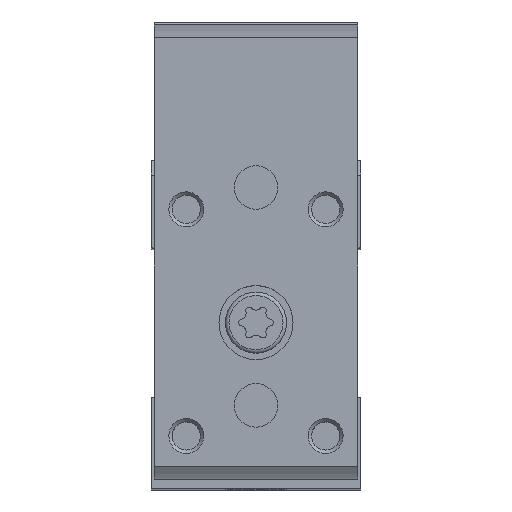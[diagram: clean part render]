
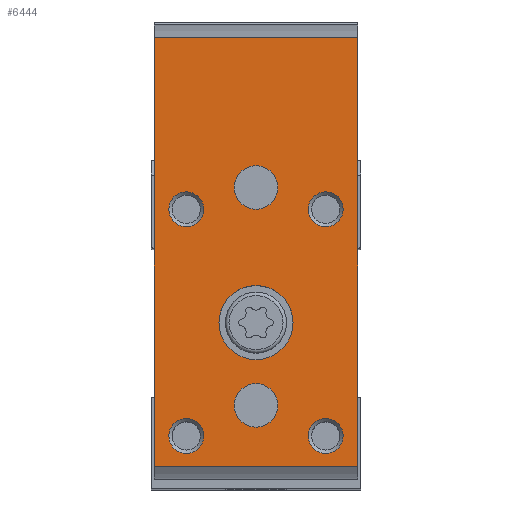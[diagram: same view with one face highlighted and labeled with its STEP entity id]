
A CAD part, top view. The second image highlights one B-rep face of the part: STEP entity #6444.
In plain terms, the highlighted planar face has unit normal (0, 0, 1).
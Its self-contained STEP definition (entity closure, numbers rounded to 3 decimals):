
#208=PLANE('',#8624);
#463=CIRCLE('',#8625,4.25);
#464=CIRCLE('',#8626,2.5);
#465=CIRCLE('',#8627,2.5);
#466=CIRCLE('',#8628,2.);
#467=CIRCLE('',#8629,2.);
#468=CIRCLE('',#8630,2.);
#469=CIRCLE('',#8631,2.);
#1618=ORIENTED_EDGE('',*,*,#2931,.T.);
#1619=ORIENTED_EDGE('',*,*,#2932,.T.);
#1620=ORIENTED_EDGE('',*,*,#2933,.T.);
#1621=ORIENTED_EDGE('',*,*,#2934,.F.);
#1622=ORIENTED_EDGE('',*,*,#2935,.F.);
#1623=ORIENTED_EDGE('',*,*,#2936,.F.);
#1624=ORIENTED_EDGE('',*,*,#2937,.F.);
#1625=ORIENTED_EDGE('',*,*,#2938,.T.);
#1626=ORIENTED_EDGE('',*,*,#2939,.F.);
#1627=ORIENTED_EDGE('',*,*,#2940,.F.);
#1628=ORIENTED_EDGE('',*,*,#2941,.T.);
#2931=EDGE_CURVE('',#3687,#3687,#463,.T.);
#2932=EDGE_CURVE('',#3688,#3688,#464,.T.);
#2933=EDGE_CURVE('',#3689,#3689,#465,.T.);
#2934=EDGE_CURVE('',#3690,#3690,#466,.T.);
#2935=EDGE_CURVE('',#3691,#3691,#467,.T.);
#2936=EDGE_CURVE('',#3692,#3692,#468,.T.);
#2937=EDGE_CURVE('',#3693,#3693,#469,.T.);
#2938=EDGE_CURVE('',#3694,#3695,#4247,.T.);
#2939=EDGE_CURVE('',#3696,#3695,#4248,.T.);
#2940=EDGE_CURVE('',#3697,#3696,#4249,.T.);
#2941=EDGE_CURVE('',#3697,#3694,#4250,.T.);
#3687=VERTEX_POINT('',#12307);
#3688=VERTEX_POINT('',#12309);
#3689=VERTEX_POINT('',#12311);
#3690=VERTEX_POINT('',#12313);
#3691=VERTEX_POINT('',#12315);
#3692=VERTEX_POINT('',#12317);
#3693=VERTEX_POINT('',#12319);
#3694=VERTEX_POINT('',#12321);
#3695=VERTEX_POINT('',#12322);
#3696=VERTEX_POINT('',#12324);
#3697=VERTEX_POINT('',#12326);
#4247=LINE('',#12320,#4678);
#4248=LINE('',#12323,#4679);
#4249=LINE('',#12325,#4680);
#4250=LINE('',#12327,#4681);
#4678=VECTOR('',#10193,1000.);
#4679=VECTOR('',#10194,1000.);
#4680=VECTOR('',#10195,1000.);
#4681=VECTOR('',#10196,1000.);
#5123=EDGE_LOOP('',(#1618));
#5124=EDGE_LOOP('',(#1619));
#5125=EDGE_LOOP('',(#1620));
#5126=EDGE_LOOP('',(#1621));
#5127=EDGE_LOOP('',(#1622));
#5128=EDGE_LOOP('',(#1623));
#5129=EDGE_LOOP('',(#1624));
#5130=EDGE_LOOP('',(#1625,#1626,#1627,#1628));
#5745=FACE_BOUND('',#5123,.T.);
#5746=FACE_BOUND('',#5124,.T.);
#5747=FACE_BOUND('',#5125,.T.);
#5748=FACE_BOUND('',#5126,.T.);
#5749=FACE_BOUND('',#5127,.T.);
#5750=FACE_BOUND('',#5128,.T.);
#5751=FACE_BOUND('',#5129,.T.);
#5752=FACE_BOUND('',#5130,.T.);
#6444=ADVANCED_FACE('',(#5745,#5746,#5747,#5748,#5749,#5750,#5751,#5752),
#208,.F.);
#8624=AXIS2_PLACEMENT_3D('',#12305,#10177,#10178);
#8625=AXIS2_PLACEMENT_3D('',#12306,#10179,#10180);
#8626=AXIS2_PLACEMENT_3D('',#12308,#10181,#10182);
#8627=AXIS2_PLACEMENT_3D('',#12310,#10183,#10184);
#8628=AXIS2_PLACEMENT_3D('',#12312,#10185,#10186);
#8629=AXIS2_PLACEMENT_3D('',#12314,#10187,#10188);
#8630=AXIS2_PLACEMENT_3D('',#12316,#10189,#10190);
#8631=AXIS2_PLACEMENT_3D('',#12318,#10191,#10192);
#10177=DIRECTION('',(0.,0.,-1.));
#10178=DIRECTION('',(-1.,0.,0.));
#10179=DIRECTION('',(0.,0.,-1.));
#10180=DIRECTION('',(-1.,0.,0.));
#10181=DIRECTION('',(0.,0.,-1.));
#10182=DIRECTION('',(-1.,0.,0.));
#10183=DIRECTION('',(0.,0.,-1.));
#10184=DIRECTION('',(-1.,0.,0.));
#10185=DIRECTION('',(0.,0.,1.));
#10186=DIRECTION('',(1.,0.,0.));
#10187=DIRECTION('',(0.,0.,1.));
#10188=DIRECTION('',(1.,0.,0.));
#10189=DIRECTION('',(0.,0.,1.));
#10190=DIRECTION('',(1.,0.,0.));
#10191=DIRECTION('',(0.,0.,1.));
#10192=DIRECTION('',(1.,0.,0.));
#10193=DIRECTION('',(0.,-1.,0.));
#10194=DIRECTION('',(-1.,0.,0.));
#10195=DIRECTION('',(0.,-1.,0.));
#10196=DIRECTION('',(-1.,0.,0.));
#12305=CARTESIAN_POINT('',(11.65,52.5,0.));
#12306=CARTESIAN_POINT('',(0.,18.,0.));
#12307=CARTESIAN_POINT('',(-4.25,18.,0.));
#12308=CARTESIAN_POINT('',(0.,8.5,0.));
#12309=CARTESIAN_POINT('',(-2.5,8.5,0.));
#12310=CARTESIAN_POINT('',(0.,33.5,0.));
#12311=CARTESIAN_POINT('',(-2.5,33.5,0.));
#12312=CARTESIAN_POINT('',(-8.,31.,0.));
#12313=CARTESIAN_POINT('',(-6.,31.,0.));
#12314=CARTESIAN_POINT('',(8.,31.,0.));
#12315=CARTESIAN_POINT('',(10.,31.,0.));
#12316=CARTESIAN_POINT('',(-8.,5.,0.));
#12317=CARTESIAN_POINT('',(-6.,5.,0.));
#12318=CARTESIAN_POINT('',(8.,5.,0.));
#12319=CARTESIAN_POINT('',(10.,5.,0.));
#12320=CARTESIAN_POINT('',(-11.65,52.5,0.));
#12321=CARTESIAN_POINT('',(-11.65,50.656,0.));
#12322=CARTESIAN_POINT('',(-11.65,1.544,0.));
#12323=CARTESIAN_POINT('',(11.65,1.544,0.));
#12324=CARTESIAN_POINT('',(11.65,1.544,0.));
#12325=CARTESIAN_POINT('',(11.65,52.5,0.));
#12326=CARTESIAN_POINT('',(11.65,50.656,0.));
#12327=CARTESIAN_POINT('',(11.65,50.656,0.));
